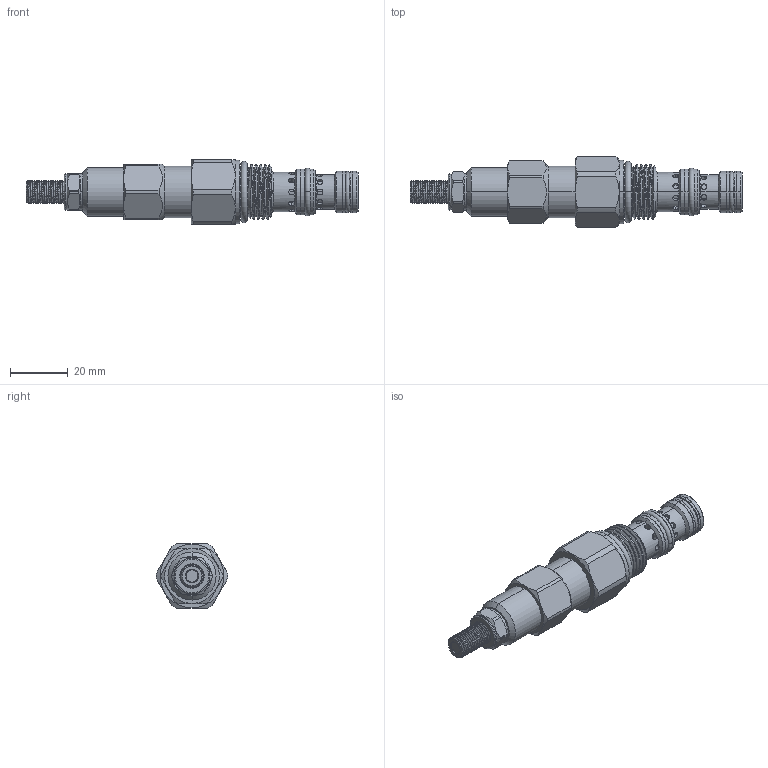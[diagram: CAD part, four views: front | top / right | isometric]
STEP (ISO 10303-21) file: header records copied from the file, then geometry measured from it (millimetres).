
FILE_DESCRIPTION (( 'STEP AP203' ), '1' );
FILE_NAME ('PP08W36-L.STEP', '2025-02-17T02:31:06', ( '' ), ( '' ), 'SwSTEP 2.0', 'SolidWorks 2018', '' );
FILE_SCHEMA (( 'CONFIG_CONTROL_DESIGN' ));
Length unit declared in the file: millimetre
Products named in the file (1): PP08W36-L
Bounding box: 114.57 x 24.59 x 22.22 mm (x, y, z)
Volume: 25405.9 mm3; surface area: 8184.3 mm2
Topology: 1 solids, 1 shells, 297 faces, 746 edges, 482 vertices
Faces by surface type: cylinder 184, plane 56, cone 36, torus 14, bspline 7
Entity records: 18060 total; most frequent: CARTESIAN_POINT 11358, ORIENTED_EDGE 1492, DIRECTION 1260, EDGE_CURVE 746, AXIS2_PLACEMENT_3D 510, VERTEX_POINT 482, EDGE_LOOP 328, ADVANCED_FACE 297
